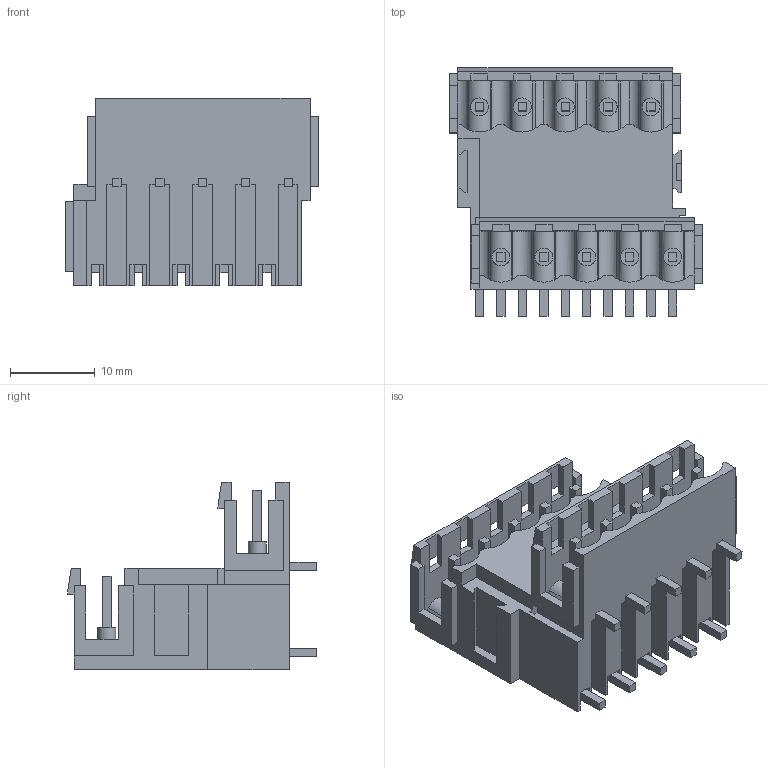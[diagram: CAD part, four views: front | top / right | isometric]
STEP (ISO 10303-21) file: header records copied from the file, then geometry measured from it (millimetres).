
FILE_DESCRIPTION(('CATIA V5 STEP Exchange','CAx-IF Rec.Pracs.--- Model Styling and Organization---1.2---2011-12-15'),'2;1');
FILE_NAME ('D1454978_0_1726310000_1726310000.stp','2017-09-26T13:22:42+00:00',('none'),('Weidmueller'),'CATIA Version 5-6 Release 2014','CATIA V5 STEP AP214','none');
FILE_SCHEMA(('AUTOMOTIVE_DESIGN { 1 0 10303 214 1 1 1 1 }'));
Length unit declared in the file: millimetre
Products named in the file (1): 1726310000
Bounding box: 29.9 x 29.41 x 22.16 mm (x, y, z)
Volume: 6030.3 mm3; surface area: 7523.1 mm2
Topology: 11 solids, 11 shells, 440 faces, 1438 edges, 992 vertices
Faces by surface type: plane 377, cylinder 63
Entity records: 15671 total; most frequent: CARTESIAN_POINT 3683, ORIENTED_EDGE 2876, DIRECTION 1907, EDGE_CURVE 1438, VECTOR 1256, LINE 1256, VERTEX_POINT 992, EDGE_LOOP 462
